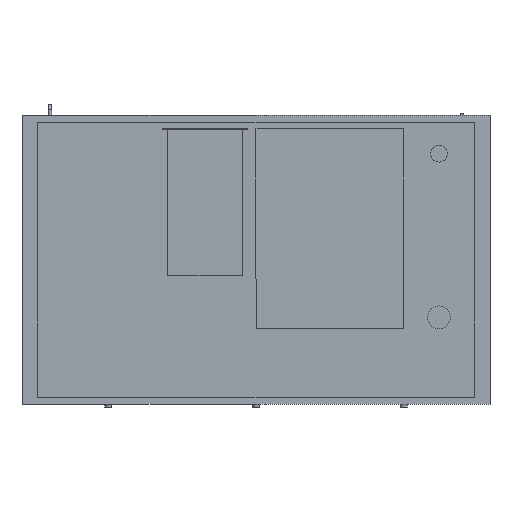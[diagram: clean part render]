
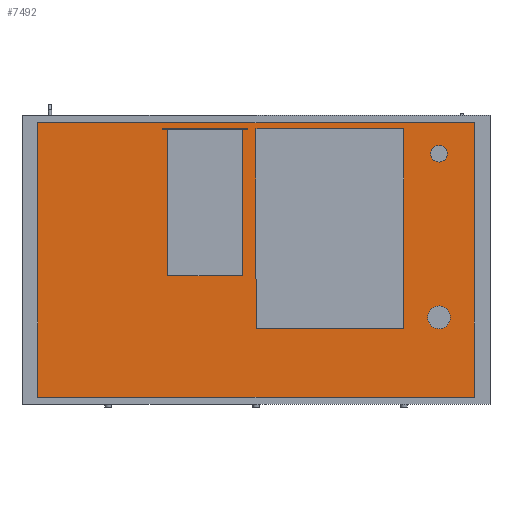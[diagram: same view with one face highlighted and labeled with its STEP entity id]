
A CAD part, front view. The second image highlights one B-rep face of the part: STEP entity #7492.
In plain terms, the highlighted planar face has unit normal (0, -1, 0).
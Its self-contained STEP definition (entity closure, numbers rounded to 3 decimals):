
#412=FACE_OUTER_BOUND('',#897,.T.);
#897=EDGE_LOOP('',(#5001,#5002,#5003,#5004));
#1402=LINE('',#10974,#2298);
#1404=LINE('',#10978,#2300);
#1405=LINE('',#10980,#2301);
#1406=LINE('',#10981,#2302);
#2298=VECTOR('',#8757,10.);
#2300=VECTOR('',#8761,10.);
#2301=VECTOR('',#8762,10.);
#2302=VECTOR('',#8763,10.);
#3185=VERTEX_POINT('',#10971);
#3186=VERTEX_POINT('',#10973);
#3187=VERTEX_POINT('',#10977);
#3188=VERTEX_POINT('',#10979);
#3906=EDGE_CURVE('',#3185,#3186,#1402,.T.);
#3908=EDGE_CURVE('',#3187,#3185,#1404,.T.);
#3909=EDGE_CURVE('',#3188,#3187,#1405,.T.);
#3910=EDGE_CURVE('',#3186,#3188,#1406,.T.);
#5001=ORIENTED_EDGE('',*,*,#3908,.F.);
#5002=ORIENTED_EDGE('',*,*,#3909,.F.);
#5003=ORIENTED_EDGE('',*,*,#3910,.F.);
#5004=ORIENTED_EDGE('',*,*,#3906,.F.);
#7093=PLANE('',#8059);
#7492=ADVANCED_FACE('',(#412),#7093,.T.);
#8059=AXIS2_PLACEMENT_3D('',#10976,#8759,#8760);
#8757=DIRECTION('',(0.,0.,1.));
#8759=DIRECTION('center_axis',(0.,-1.,0.));
#8760=DIRECTION('ref_axis',(0.,0.,-1.));
#8761=DIRECTION('',(-1.,0.,0.));
#8762=DIRECTION('',(0.,0.,-1.));
#8763=DIRECTION('',(1.,0.,0.));
#10971=CARTESIAN_POINT('',(-525.,-185.,-330.));
#10973=CARTESIAN_POINT('',(-525.,-185.,330.));
#10974=CARTESIAN_POINT('',(-525.,-185.,330.));
#10976=CARTESIAN_POINT('Origin',(0.,-185.,330.));
#10977=CARTESIAN_POINT('',(525.,-185.,-330.));
#10978=CARTESIAN_POINT('',(0.,-185.,-330.));
#10979=CARTESIAN_POINT('',(525.,-185.,330.));
#10980=CARTESIAN_POINT('',(525.,-185.,330.));
#10981=CARTESIAN_POINT('',(0.,-185.,330.));
